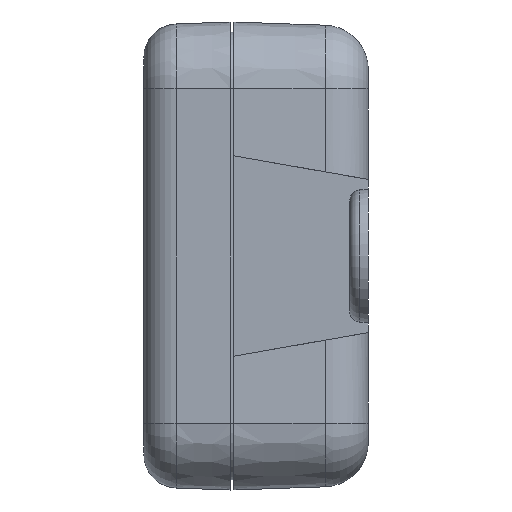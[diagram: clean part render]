
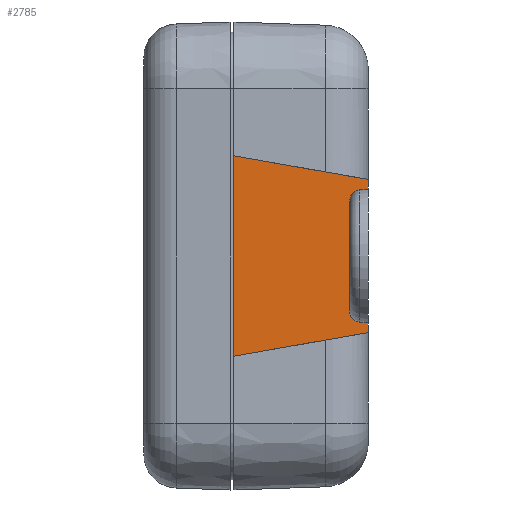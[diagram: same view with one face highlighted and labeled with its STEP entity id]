
A CAD part, left-side view. The second image highlights one B-rep face of the part: STEP entity #2785.
In plain terms, the highlighted planar face has unit normal (-1, 0.026, 0).
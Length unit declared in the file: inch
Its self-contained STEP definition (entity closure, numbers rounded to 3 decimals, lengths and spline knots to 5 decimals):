
#1046 = DIRECTION ( 'NONE',  ( 0., 0., 1. ) ) ;
#1054 = DIRECTION ( 'NONE',  ( -0.026, -0.996, 0.087 ) ) ;
#1058 = CARTESIAN_POINT ( 'NONE',  ( -2.14205, -0.651, 0.5625 ) ) ;
#1064 = DIRECTION ( 'NONE',  ( 0., 0., 1. ) ) ;
#1065 = CARTESIAN_POINT ( 'NONE',  ( -2.1448, -0.756, 0.5625 ) ) ;
#1067 = CARTESIAN_POINT ( 'NONE',  ( -2.14205, -0.651, -0.30808 ) ) ;
#1068 = CARTESIAN_POINT ( 'NONE',  ( -2.14205, -0.651, -0.34248 ) ) ;
#1069 = CARTESIAN_POINT ( 'NONE',  ( -2.14266, -0.67424, -0.36785 ) ) ;
#1070 = CARTESIAN_POINT ( 'NONE',  ( -2.12558, -0.02201, 0.31078 ) ) ;
#1071 = DIRECTION ( 'NONE',  ( 0.026, 0.996, 0.087 ) ) ;
#1072 = CARTESIAN_POINT ( 'NONE',  ( -2.12302, 0.0756, -0.30224 ) ) ;
#1075 = CARTESIAN_POINT ( 'NONE',  ( -2.14355, -0.70851, 0.37085 ) ) ;
#1076 = CARTESIAN_POINT ( 'NONE',  ( -2.14266, -0.67424, 0.36785 ) ) ;
#1077 = CARTESIAN_POINT ( 'NONE',  ( -2.14205, -0.651, 0.34248 ) ) ;
#1078 = CARTESIAN_POINT ( 'NONE',  ( -2.14355, -0.70851, -0.37085 ) ) ;
#1079 = DIRECTION ( 'NONE',  ( 0.026, 0.984, 0.174 ) ) ;
#1080 = CARTESIAN_POINT ( 'NONE',  ( -2.125, 0., 0.5625 ) ) ;
#1081 = DIRECTION ( 'NONE',  ( 0., 0., 1. ) ) ;
#1082 = CARTESIAN_POINT ( 'NONE',  ( -2.125, 0., 0.5625 ) ) ;
#1083 = DIRECTION ( 'NONE',  ( 0.026, 0.984, -0.174 ) ) ;
#1084 = DIRECTION ( 'NONE',  ( 0., 0., 1. ) ) ;
#1085 = CARTESIAN_POINT ( 'NONE',  ( -2.1448, -0.756, 0.5625 ) ) ;
#1086 = CARTESIAN_POINT ( 'NONE',  ( -2.12475, 0.00952, -0.56418 ) ) ;
#1095 = CARTESIAN_POINT ( 'NONE',  ( -2.14205, -0.651, 0.30808 ) ) ;
#2785 = ADVANCED_FACE ( 'NONE', ( #7837 ), #3009, .T. ) ;
#2998 = DIRECTION ( 'NONE',  ( -0.026, -1., 0. ) ) ;
#3001 = DIRECTION ( 'NONE',  ( -1., 0.026, 0. ) ) ;
#3009 = PLANE ( 'NONE',  #10349 ) ;
#3010 = CARTESIAN_POINT ( 'NONE',  ( -2.125, 0., 0.5625 ) ) ;
#4926 = VERTEX_POINT ( 'NONE', #10797 ) ;
#4935 = VERTEX_POINT ( 'NONE', #11781 ) ;
#4937 = VERTEX_POINT ( 'NONE', #11381 ) ;
#4939 = VERTEX_POINT ( 'NONE', #11602 ) ;
#4941 = VERTEX_POINT ( 'NONE', #11600 ) ;
#4947 = VERTEX_POINT ( 'NONE', #11644 ) ;
#4950 = VERTEX_POINT ( 'NONE', #11583 ) ;
#4951 = VERTEX_POINT ( 'NONE', #11847 ) ;
#5057 = VERTEX_POINT ( 'NONE', #11255 ) ;
#5071 = VERTEX_POINT ( 'NONE', #12205 ) ;
#7837 = FACE_OUTER_BOUND ( 'NONE', #8915, .T. ) ;
#8798 =( BOUNDED_CURVE ( )  B_SPLINE_CURVE ( 3, ( #1078, #1069, #1068, #1067 ),
 .UNSPECIFIED., .F., .T. ) 
 B_SPLINE_CURVE_WITH_KNOTS ( ( 4, 4 ),
 ( 4.79966, 6.28319 ),
 .UNSPECIFIED. ) 
 CURVE ( )  GEOMETRIC_REPRESENTATION_ITEM ( )  RATIONAL_B_SPLINE_CURVE ( ( 1., 0.825, 0.825, 1. ) ) 
 REPRESENTATION_ITEM ( '' )  );
#8915 = EDGE_LOOP ( 'NONE', ( #9179, #9180, #9181, #9182, #9183, #9184, #9185, #9186, #9187, #9188 ) ) ;
#8986 =( BOUNDED_CURVE ( )  B_SPLINE_CURVE ( 3, ( #1095, #1077, #1076, #1075 ),
 .UNSPECIFIED., .F., .T. ) 
 B_SPLINE_CURVE_WITH_KNOTS ( ( 4, 4 ),
 ( 3.14159, 4.62512 ),
 .UNSPECIFIED. ) 
 CURVE ( )  GEOMETRIC_REPRESENTATION_ITEM ( )  RATIONAL_B_SPLINE_CURVE ( ( 1., 0.825, 0.825, 1. ) ) 
 REPRESENTATION_ITEM ( '' )  );
#9179 = ORIENTED_EDGE ( 'NONE', *, *, #10038, .T. ) ;
#9180 = ORIENTED_EDGE ( 'NONE', *, *, #10039, .T. ) ;
#9181 = ORIENTED_EDGE ( 'NONE', *, *, #10048, .T. ) ;
#9182 = ORIENTED_EDGE ( 'NONE', *, *, #10037, .T. ) ;
#9183 = ORIENTED_EDGE ( 'NONE', *, *, #10044, .T. ) ;
#9184 = ORIENTED_EDGE ( 'NONE', *, *, #10040, .T. ) ;
#9185 = ORIENTED_EDGE ( 'NONE', *, *, #10036, .T. ) ;
#9186 = ORIENTED_EDGE ( 'NONE', *, *, #10035, .F. ) ;
#9187 = ORIENTED_EDGE ( 'NONE', *, *, #10034, .F. ) ;
#9188 = ORIENTED_EDGE ( 'NONE', *, *, #10033, .T. ) ;
#10033 = EDGE_CURVE ( 'NONE', #4951, #4935, #11153, .T. ) ;
#10034 = EDGE_CURVE ( 'NONE', #4951, #4941, #11155, .T. ) ;
#10035 = EDGE_CURVE ( 'NONE', #4941, #5057, #11142, .T. ) ;
#10036 = EDGE_CURVE ( 'NONE', #4950, #5057, #11138, .T. ) ;
#10037 = EDGE_CURVE ( 'NONE', #4939, #5071, #8986, .T. ) ;
#10038 = EDGE_CURVE ( 'NONE', #4935, #4937, #11171, .T. ) ;
#10039 = EDGE_CURVE ( 'NONE', #4937, #4926, #8798, .T. ) ;
#10040 = EDGE_CURVE ( 'NONE', #4947, #4950, #11144, .T. ) ;
#10044 = EDGE_CURVE ( 'NONE', #5071, #4947, #11109, .T. ) ;
#10048 = EDGE_CURVE ( 'NONE', #4926, #4939, #11090, .T. ) ;
#10349 = AXIS2_PLACEMENT_3D ( 'NONE', #3010, #3001, #2998 ) ;
#10797 = CARTESIAN_POINT ( 'NONE',  ( -2.14205, -0.651, -0.30808 ) ) ;
#11082 = VECTOR ( 'NONE', #1046, 39.37008 ) ;
#11090 = LINE ( 'NONE', #1058, #11082 ) ;
#11104 = VECTOR ( 'NONE', #1054, 39.37008 ) ;
#11109 = LINE ( 'NONE', #1070, #11104 ) ;
#11120 = VECTOR ( 'NONE', #1064, 39.37008 ) ;
#11128 = VECTOR ( 'NONE', #1071, 39.37008 ) ;
#11133 = VECTOR ( 'NONE', #1079, 39.37008 ) ;
#11138 = LINE ( 'NONE', #1080, #11133 ) ;
#11140 = VECTOR ( 'NONE', #1081, 39.37008 ) ;
#11142 = LINE ( 'NONE', #1082, #11140 ) ;
#11144 = LINE ( 'NONE', #1065, #11120 ) ;
#11146 = VECTOR ( 'NONE', #1083, 39.37008 ) ;
#11147 = VECTOR ( 'NONE', #1084, 39.37008 ) ;
#11153 = LINE ( 'NONE', #1085, #11147 ) ;
#11155 = LINE ( 'NONE', #1086, #11146 ) ;
#11171 = LINE ( 'NONE', #1072, #11128 ) ;
#11255 = CARTESIAN_POINT ( 'NONE',  ( -2.125, 0., 0.5625 ) ) ;
#11381 = CARTESIAN_POINT ( 'NONE',  ( -2.14355, -0.70851, -0.37085 ) ) ;
#11583 = CARTESIAN_POINT ( 'NONE',  ( -2.1448, -0.756, 0.4292 ) ) ;
#11600 = CARTESIAN_POINT ( 'NONE',  ( -2.125, 0., -0.5625 ) ) ;
#11602 = CARTESIAN_POINT ( 'NONE',  ( -2.14205, -0.651, 0.30808 ) ) ;
#11644 = CARTESIAN_POINT ( 'NONE',  ( -2.1448, -0.756, 0.375 ) ) ;
#11781 = CARTESIAN_POINT ( 'NONE',  ( -2.1448, -0.756, -0.375 ) ) ;
#11847 = CARTESIAN_POINT ( 'NONE',  ( -2.1448, -0.756, -0.4292 ) ) ;
#12205 = CARTESIAN_POINT ( 'NONE',  ( -2.14355, -0.70851, 0.37085 ) ) ;
